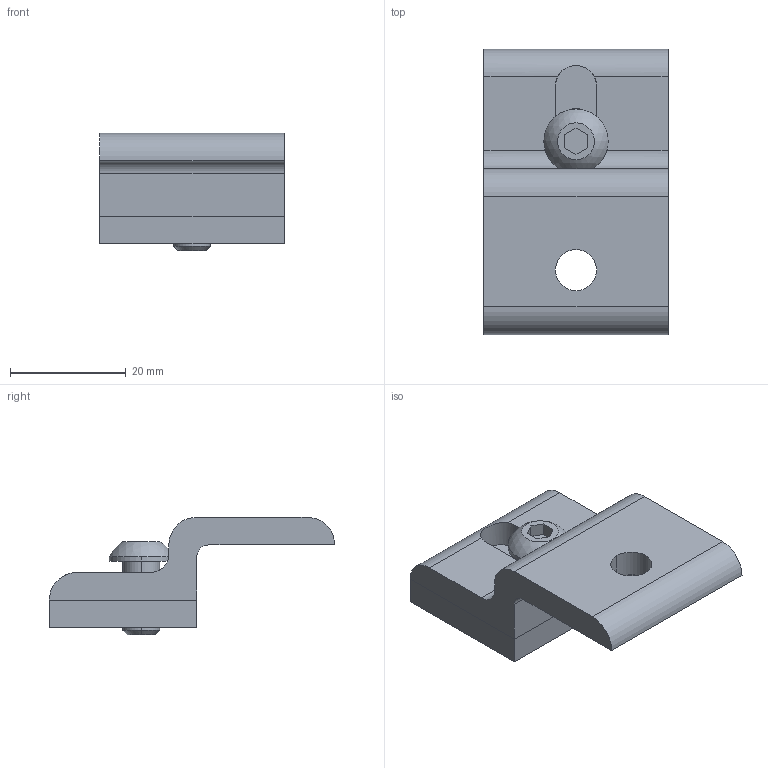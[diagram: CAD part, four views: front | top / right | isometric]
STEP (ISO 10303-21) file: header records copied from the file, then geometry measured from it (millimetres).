
FILE_DESCRIPTION((''),'2;1');
FILE_NAME('10AC7806.stp','2015-07-02T14:57:53',(''),(''),'Mechanical Desktop 2011','Mechanical Desktop 2011',', , ');
FILE_SCHEMA(('AUTOMOTIVE_DESIGN { 1 2 10303 214 1 1 1 1 }'));
Length unit declared in the file: inch
Products named in the file (1): Product
Bounding box: 31.75 x 49.23 x 20.26 mm (x, y, z)
Volume: 12208.3 mm3; surface area: 7038.9 mm2
Topology: 3 solids, 3 shells, 45 faces, 110 edges, 73 vertices
Faces by surface type: plane 27, cylinder 15, cone 2, sphere 1
Entity records: 1430 total; most frequent: CARTESIAN_POINT 267, DIRECTION 235, ORIENTED_EDGE 220, EDGE_CURVE 110, AXIS2_PLACEMENT_3D 81, VERTEX_POINT 73, VECTOR 73, LINE 73
